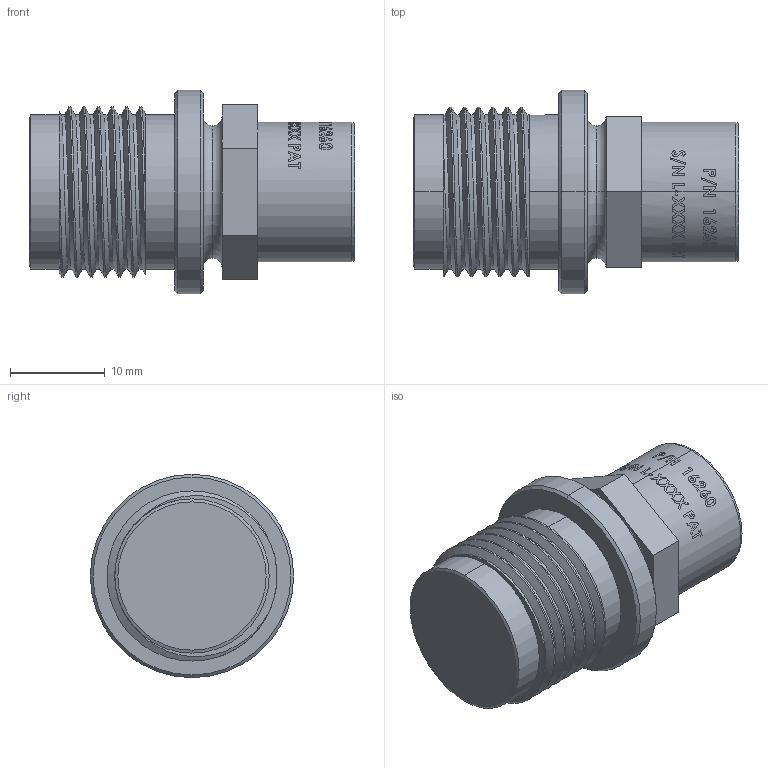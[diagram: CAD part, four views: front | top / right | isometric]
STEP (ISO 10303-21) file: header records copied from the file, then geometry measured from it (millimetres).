
FILE_DESCRIPTION (( 'STEP AP214' ), '1' );
FILE_NAME ('16260_Metric Large Headout Gripper.STEP', '2020-10-23T16:03:03', ( '' ), ( '' ), 'SwSTEP 2.0', 'SolidWorks 2020', '' );
FILE_SCHEMA (( 'AUTOMOTIVE_DESIGN' ));
Length unit declared in the file: inch
Products named in the file (1): 16260_Metric Large Headout Gripper
Bounding box: 34.35 x 21.5 x 21.5 mm (x, y, z)
Volume: 7378.9 mm3; surface area: 2918.7 mm2
Topology: 1 solids, 1 shells, 83 faces, 334 edges, 282 vertices
Faces by surface type: cylinder 49, plane 19, cone 8, torus 4, bspline 3
Entity records: 6161 total; most frequent: CARTESIAN_POINT 3145, ORIENTED_EDGE 668, DIRECTION 445, EDGE_CURVE 334, VERTEX_POINT 282, AXIS2_PLACEMENT_3D 181, B_SPLINE_CURVE_WITH_KNOTS 123, EDGE_LOOP 112
